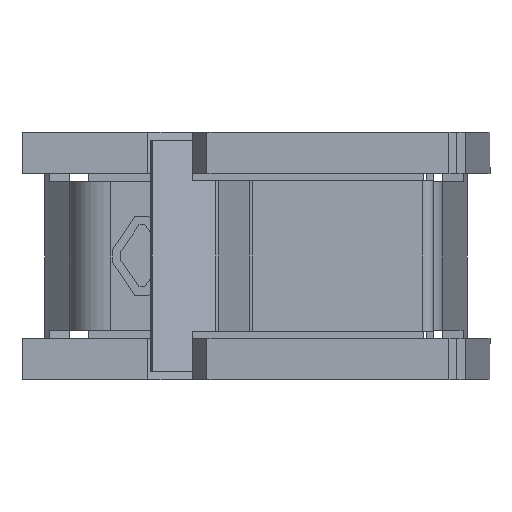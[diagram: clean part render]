
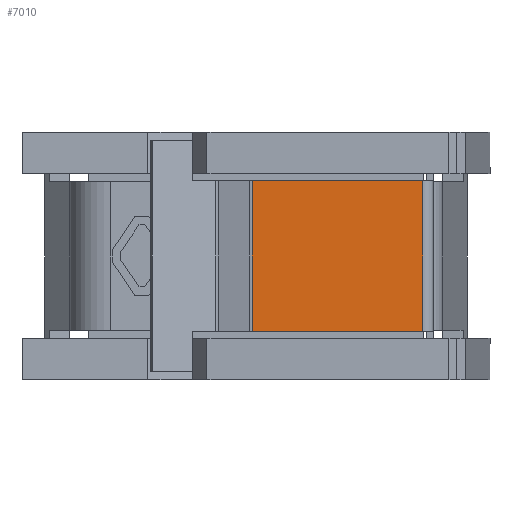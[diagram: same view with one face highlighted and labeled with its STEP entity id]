
A CAD part, front view. The second image highlights one B-rep face of the part: STEP entity #7010.
In plain terms, the highlighted planar face has unit normal (0, -1, 0).
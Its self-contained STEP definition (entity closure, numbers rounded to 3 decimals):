
#2398 = ORIENTED_EDGE ( 'NONE', *, *, #7485, .F. ) ;
#2423 = ORIENTED_EDGE ( 'NONE', *, *, #7486, .F. ) ;
#2499 = ORIENTED_EDGE ( 'NONE', *, *, #7412, .F. ) ;
#2507 = ORIENTED_EDGE ( 'NONE', *, *, #7491, .F. ) ;
#2913 = VERTEX_POINT ( 'NONE', #4721 ) ;
#2918 = VERTEX_POINT ( 'NONE', #4719 ) ;
#2927 = VERTEX_POINT ( 'NONE', #4687 ) ;
#2949 = VERTEX_POINT ( 'NONE', #4706 ) ;
#4687 = CARTESIAN_POINT ( 'NONE',  ( 8.628, -0.864, 2.35 ) ) ;
#4706 = CARTESIAN_POINT ( 'NONE',  ( 8.628, -0.864, 9.65 ) ) ;
#4719 = CARTESIAN_POINT ( 'NONE',  ( 16.907, -0.864, 2.35 ) ) ;
#4721 = CARTESIAN_POINT ( 'NONE',  ( 16.907, -0.864, 9.65 ) ) ;
#5707 = EDGE_LOOP ( 'NONE', ( #2499, #2398, #2423, #2507 ) ) ;
#7010 = ADVANCED_FACE ( 'NONE', ( #10057 ), #10060, .F. ) ;
#7412 = EDGE_CURVE ( 'NONE', #2927, #2949, #9953, .T. ) ;
#7485 = EDGE_CURVE ( 'NONE', #2918, #2927, #9107, .T. ) ;
#7486 = EDGE_CURVE ( 'NONE', #2913, #2918, #9071, .T. ) ;
#7491 = EDGE_CURVE ( 'NONE', #2949, #2913, #9080, .T. ) ;
#7653 = VECTOR ( 'NONE', #9078, 1000. ) ;
#7656 = VECTOR ( 'NONE', #9103, 1000. ) ;
#7739 = VECTOR ( 'NONE', #9091, 1000. ) ;
#8274 = AXIS2_PLACEMENT_3D ( 'NONE', #10031, #10035, #10066 ) ;
#8753 = VECTOR ( 'NONE', #9956, 1000. ) ;
#9071 = LINE ( 'NONE', #9110, #7656 ) ;
#9078 = DIRECTION ( 'NONE',  ( -1., 0., 0. ) ) ;
#9080 = LINE ( 'NONE', #9112, #7739 ) ;
#9085 = CARTESIAN_POINT ( 'NONE',  ( 15.357, -0.864, 2.35 ) ) ;
#9091 = DIRECTION ( 'NONE',  ( 1., 0., 0. ) ) ;
#9103 = DIRECTION ( 'NONE',  ( 0., 0., -1. ) ) ;
#9107 = LINE ( 'NONE', #9085, #7653 ) ;
#9110 = CARTESIAN_POINT ( 'NONE',  ( 16.907, -0.864, 11.6 ) ) ;
#9112 = CARTESIAN_POINT ( 'NONE',  ( 15.357, -0.864, 9.65 ) ) ;
#9953 = LINE ( 'NONE', #9954, #8753 ) ;
#9954 = CARTESIAN_POINT ( 'NONE',  ( 8.628, -0.864, 11.6 ) ) ;
#9956 = DIRECTION ( 'NONE',  ( 0., 0., 1. ) ) ;
#10031 = CARTESIAN_POINT ( 'NONE',  ( 16.907, -0.864, 11.6 ) ) ;
#10035 = DIRECTION ( 'NONE',  ( 0., 1., 0. ) ) ;
#10057 = FACE_OUTER_BOUND ( 'NONE', #5707, .T. ) ;
#10060 = PLANE ( 'NONE',  #8274 ) ;
#10066 = DIRECTION ( 'NONE',  ( -1., 0., 0. ) ) ;
